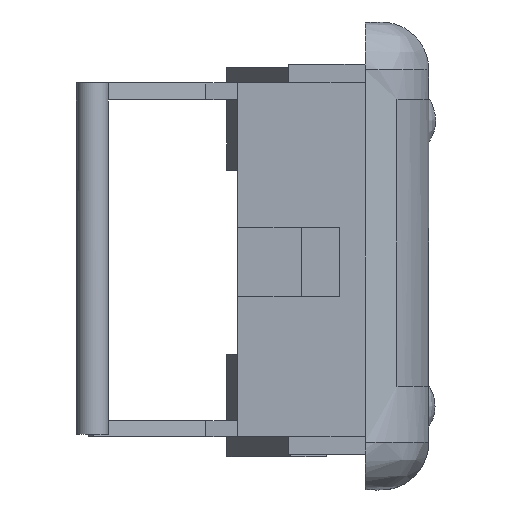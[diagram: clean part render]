
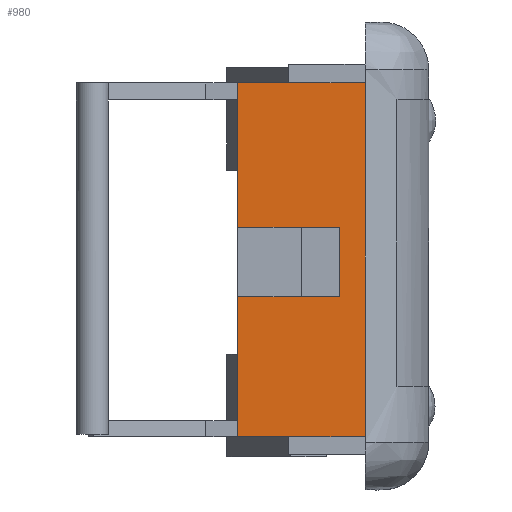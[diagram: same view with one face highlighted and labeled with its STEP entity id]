
A CAD part, left-side view. The second image highlights one B-rep face of the part: STEP entity #980.
In plain terms, the highlighted free-form (B-spline) face has degree [1, 1] with [2, 2] control points.
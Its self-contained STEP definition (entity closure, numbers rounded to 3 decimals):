
#794 = VERTEX_POINT('',#795);
#795 = CARTESIAN_POINT('',(-134.607,29.894,
    -32.813));
#800 = EDGE_CURVE('',#801,#794,#803,.T.);
#801 = VERTEX_POINT('',#802);
#802 = CARTESIAN_POINT('',(-134.607,29.894,
    -10.895));
#803 = B_SPLINE_CURVE_WITH_KNOTS('',1,(#804,#805),.UNSPECIFIED.,.F.,.F.,
  (2,2),(-10.614,11.382),.PIECEWISE_BEZIER_KNOTS.);
#804 = CARTESIAN_POINT('',(-134.607,29.894,
    -10.895));
#805 = CARTESIAN_POINT('',(-134.607,29.894,
    -32.813));
#822 = VERTEX_POINT('',#823);
#823 = CARTESIAN_POINT('',(-134.607,29.894,0.));
#828 = EDGE_CURVE('',#829,#822,#831,.T.);
#829 = VERTEX_POINT('',#830);
#830 = CARTESIAN_POINT('',(-134.607,29.894,
    22.518));
#831 = B_SPLINE_CURVE_WITH_KNOTS('',1,(#832,#833),.UNSPECIFIED.,.F.,.F.,
  (2,2),(-44.145,-21.547),.PIECEWISE_BEZIER_KNOTS.);
#832 = CARTESIAN_POINT('',(-134.607,29.894,
    22.518));
#833 = CARTESIAN_POINT('',(-134.607,29.894,0.));
#965 = VERTEX_POINT('',#966);
#966 = CARTESIAN_POINT('',(-134.607,13.951,0.));
#971 = EDGE_CURVE('',#822,#965,#972,.T.);
#972 = B_SPLINE_CURVE_WITH_KNOTS('',1,(#973,#974),.UNSPECIFIED.,.F.,.F.,
  (2,2),(-8.,8.),.PIECEWISE_BEZIER_KNOTS.);
#973 = CARTESIAN_POINT('',(-134.607,29.894,0.));
#974 = CARTESIAN_POINT('',(-134.607,13.951,0.));
#980 = ADVANCED_FACE('',(#981),#1017,.F.);
#981 = FACE_BOUND('',#982,.T.);
#982 = EDGE_LOOP('',(#983,#984,#991,#998,#1003,#1004,#1005,#1012));
#983 = ORIENTED_EDGE('',*,*,#800,.T.);
#984 = ORIENTED_EDGE('',*,*,#985,.F.);
#985 = EDGE_CURVE('',#986,#794,#988,.T.);
#986 = VERTEX_POINT('',#987);
#987 = CARTESIAN_POINT('',(-134.607,9.965,
    -32.813));
#988 = B_SPLINE_CURVE_WITH_KNOTS('',1,(#989,#990),.UNSPECIFIED.,.F.,.F.,
  (2,2),(0.,20.),.PIECEWISE_BEZIER_KNOTS.);
#989 = CARTESIAN_POINT('',(-134.607,9.965,
    -32.813));
#990 = CARTESIAN_POINT('',(-134.607,29.894,
    -32.813));
#991 = ORIENTED_EDGE('',*,*,#992,.F.);
#992 = EDGE_CURVE('',#993,#986,#995,.T.);
#993 = VERTEX_POINT('',#994);
#994 = CARTESIAN_POINT('',(-134.607,9.965,
    22.518));
#995 = B_SPLINE_CURVE_WITH_KNOTS('',1,(#996,#997),.UNSPECIFIED.,.F.,.F.,
  (2,2),(-43.837,11.69),.PIECEWISE_BEZIER_KNOTS.);
#996 = CARTESIAN_POINT('',(-134.607,9.965,
    22.518));
#997 = CARTESIAN_POINT('',(-134.607,9.965,
    -32.813));
#998 = ORIENTED_EDGE('',*,*,#999,.F.);
#999 = EDGE_CURVE('',#829,#993,#1000,.T.);
#1000 = B_SPLINE_CURVE_WITH_KNOTS('',1,(#1001,#1002),.UNSPECIFIED.,.F.,
  .F.,(2,2),(-20.,0.),.PIECEWISE_BEZIER_KNOTS.);
#1001 = CARTESIAN_POINT('',(-134.607,29.894,
    22.518));
#1002 = CARTESIAN_POINT('',(-134.607,9.965,
    22.518));
#1003 = ORIENTED_EDGE('',*,*,#828,.T.);
#1004 = ORIENTED_EDGE('',*,*,#971,.T.);
#1005 = ORIENTED_EDGE('',*,*,#1006,.T.);
#1006 = EDGE_CURVE('',#965,#1007,#1009,.T.);
#1007 = VERTEX_POINT('',#1008);
#1008 = CARTESIAN_POINT('',(-134.607,13.951,
    -10.895));
#1009 = B_SPLINE_CURVE_WITH_KNOTS('',1,(#1010,#1011),.UNSPECIFIED.,.F.,
  .F.,(2,2),(-18.964,-8.031),.PIECEWISE_BEZIER_KNOTS.);
#1010 = CARTESIAN_POINT('',(-134.607,13.951,0.));
#1011 = CARTESIAN_POINT('',(-134.607,13.951,
    -10.895));
#1012 = ORIENTED_EDGE('',*,*,#1013,.T.);
#1013 = EDGE_CURVE('',#1007,#801,#1014,.T.);
#1014 = B_SPLINE_CURVE_WITH_KNOTS('',1,(#1015,#1016),.UNSPECIFIED.,.F.,
  .F.,(2,2),(2.,18.),.PIECEWISE_BEZIER_KNOTS.);
#1015 = CARTESIAN_POINT('',(-134.607,13.951,
    -10.895));
#1016 = CARTESIAN_POINT('',(-134.607,29.894,
    -10.895));
#1017 = B_SPLINE_SURFACE_WITH_KNOTS('',1,1,(
    (#1018,#1019)
    ,(#1020,#1021
    )),.UNSPECIFIED.,.F.,.F.,.F.,(2,2),(2,2),(-60.526,-5.),(0.,
    20.),.PIECEWISE_BEZIER_KNOTS.);
#1018 = CARTESIAN_POINT('',(-134.607,9.965,
    22.518));
#1019 = CARTESIAN_POINT('',(-134.607,29.894,
    22.518));
#1020 = CARTESIAN_POINT('',(-134.607,9.965,
    -32.813));
#1021 = CARTESIAN_POINT('',(-134.607,29.894,
    -32.813));
